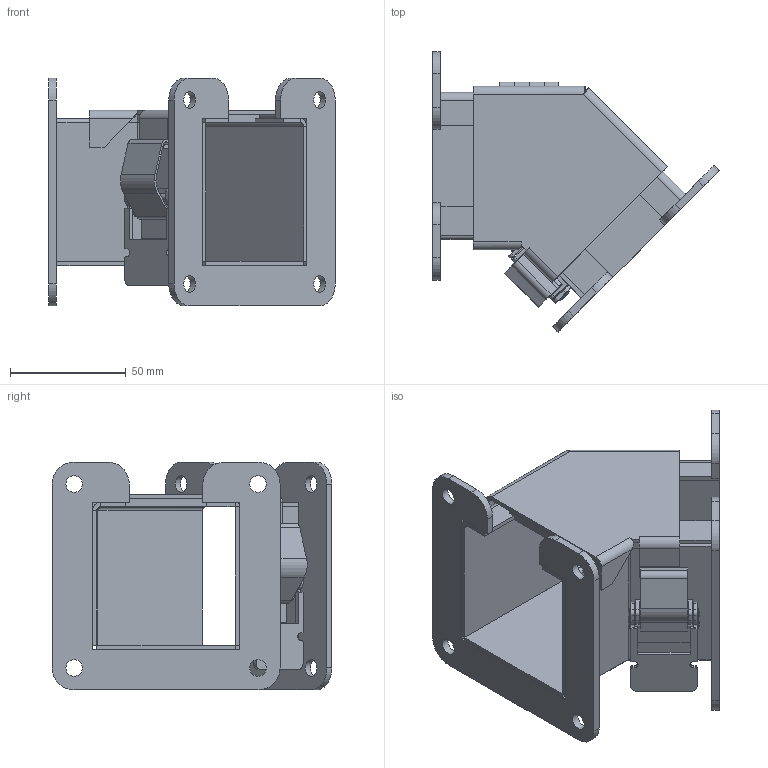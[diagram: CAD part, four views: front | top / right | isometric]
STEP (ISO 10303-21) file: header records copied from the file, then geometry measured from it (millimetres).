
FILE_DESCRIPTION(/* description */ ('LJW, WW-FITTING, ELBOW, 45°, BOTTOM, CS, 2.5"'),/* implementation_level */ '2;1');
FILE_NAME(/* name */ 'LJWL452A.stp',/* time_stamp */ '2017-03-08T12:40:10+05:00',/* author */ ('mgunasekar'),/* organization */ (''),/* preprocessor_version */ 'ST-DEVELOPER v16.1',/* originating_system */ 'Autodesk Inventor 2016',/* authorisation */ '');
FILE_SCHEMA (('AUTOMOTIVE_DESIGN { 1 0 10303 214 3 1 1 }'));
Length unit declared in the file: inch
Products named in the file (17): LJWL452ABTM; LJWL452AOS; LJWL452APOST; LJWL45TAB; LJWL452ALID; PART1; PART2; PART3; PART4; PART5; 35011; 3281LEAF; 3281PIN; 3281; LJW2RINGP; LJWL452ASTRIPGSK; LJWL452A
Assembly tree (18 placements, depth 3):
  LJWL452A
    LJWL452ABTM
    LJWL452AOS
    LJWL452APOST
    LJWL45TAB
    LJWL452ALID
    35011
      PART1
      PART2
      PART3
      PART4
      PART5
    3281
      3281LEAF  x2
      3281PIN
    LJW2RINGP  x2
    LJWL452ASTRIPGSK
Bounding box: 123.67 x 120.82 x 98.42 mm (x, y, z)
Volume: 95828.3 mm3; surface area: 97803.2 mm2
Topology: 16 solids, 16 shells, 328 faces, 810 edges, 514 vertices
Faces by surface type: plane 228, cylinder 90, bspline 10
Full cylindrical faces by diameter (mm): 2.87 x1, 3.454 x2, 3.946 x6, 4.286 x4, 7.144 x8
Entity records: 8885 total; most frequent: CARTESIAN_POINT 1708, DIRECTION 1411, ORIENTED_EDGE 1330, EDGE_CURVE 665, LINE 501, VECTOR 501, AXIS2_PLACEMENT_3D 455, VERTEX_POINT 430
